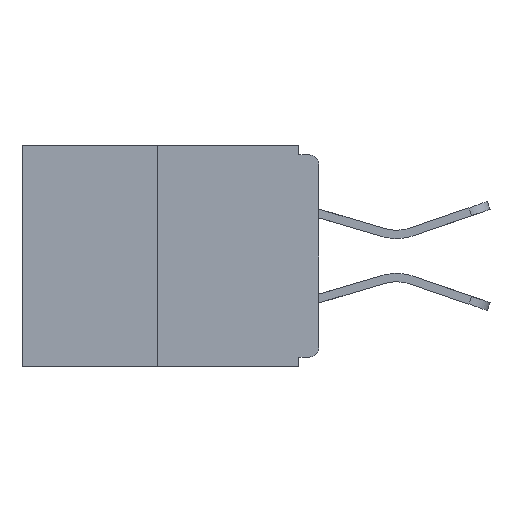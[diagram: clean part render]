
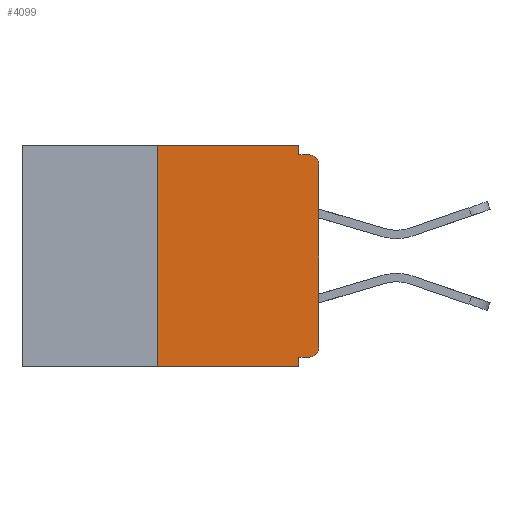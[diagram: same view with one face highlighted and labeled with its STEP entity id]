
A CAD part, left-side view. The second image highlights one B-rep face of the part: STEP entity #4099.
In plain terms, the highlighted planar face has unit normal (-1, 0, 0).
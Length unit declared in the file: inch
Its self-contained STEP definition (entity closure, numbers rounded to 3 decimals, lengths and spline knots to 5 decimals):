
#129 = VECTOR ( 'NONE', #2467, 39.37008 ) ;
#317 = CARTESIAN_POINT ( 'NONE',  ( 0., 0.031, 0. ) ) ;
#464 = EDGE_CURVE ( 'NONE', #16572, #4554, #9094, .T. ) ;
#658 = VECTOR ( 'NONE', #14343, 39.37008 ) ;
#664 = EDGE_CURVE ( 'NONE', #10563, #16572, #7145, .T. ) ;
#1396 = VERTEX_POINT ( 'NONE', #5137 ) ;
#1444 = CARTESIAN_POINT ( 'NONE',  ( 0., 0.25, 0. ) ) ;
#1565 = DIRECTION ( 'NONE',  ( 0., 0., 1. ) ) ;
#1618 = CARTESIAN_POINT ( 'NONE',  ( 0., 0.015, -0.03 ) ) ;
#1914 = DIRECTION ( 'NONE',  ( 0., 0., -1. ) ) ;
#1948 = EDGE_CURVE ( 'NONE', #13108, #3558, #3165, .T. ) ;
#2057 = CARTESIAN_POINT ( 'NONE',  ( 0., 0.25, -0.343 ) ) ;
#2152 = ORIENTED_EDGE ( 'NONE', *, *, #1948, .T. ) ;
#2467 = DIRECTION ( 'NONE',  ( 0., -1., 0. ) ) ;
#2616 = ORIENTED_EDGE ( 'NONE', *, *, #11119, .F. ) ;
#3165 = CIRCLE ( 'NONE', #5433, 0.015 ) ;
#3207 = LINE ( 'NONE', #9743, #12133 ) ;
#3227 = VERTEX_POINT ( 'NONE', #9344 ) ;
#3558 = VERTEX_POINT ( 'NONE', #16024 ) ;
#4099 = ADVANCED_FACE ( 'NONE', ( #12144 ), #12324, .F. ) ;
#4487 = CARTESIAN_POINT ( 'NONE',  ( 0., 0.031, -0.015 ) ) ;
#4545 = DIRECTION ( 'NONE',  ( 0., 1., 0. ) ) ;
#4554 = VERTEX_POINT ( 'NONE', #317 ) ;
#5137 = CARTESIAN_POINT ( 'NONE',  ( 0., 0.015, -0.328 ) ) ;
#5283 = EDGE_CURVE ( 'NONE', #10563, #16949, #10323, .T. ) ;
#5289 = VECTOR ( 'NONE', #13971, 39.37008 ) ;
#5433 = AXIS2_PLACEMENT_3D ( 'NONE', #1618, #5532, #8318 ) ;
#5466 = CARTESIAN_POINT ( 'NONE',  ( 0., 0.25, 0. ) ) ;
#5532 = DIRECTION ( 'NONE',  ( -1., 0., 0. ) ) ;
#5664 = LINE ( 'NONE', #13747, #15058 ) ;
#5855 = ORIENTED_EDGE ( 'NONE', *, *, #14487, .F. ) ;
#6176 = VECTOR ( 'NONE', #15485, 39.37008 ) ;
#6324 = ORIENTED_EDGE ( 'NONE', *, *, #5283, .T. ) ;
#6777 = CIRCLE ( 'NONE', #15363, 0.015 ) ;
#7145 = LINE ( 'NONE', #1444, #5289 ) ;
#8245 = ORIENTED_EDGE ( 'NONE', *, *, #13815, .T. ) ;
#8318 = DIRECTION ( 'NONE',  ( 0., 0., -1. ) ) ;
#8378 = VERTEX_POINT ( 'NONE', #13758 ) ;
#8704 = CARTESIAN_POINT ( 'NONE',  ( 0., 0.031, 0. ) ) ;
#8892 = CARTESIAN_POINT ( 'NONE',  ( 0., 0.031, -0.343 ) ) ;
#9078 = VECTOR ( 'NONE', #1914, 39.37008 ) ;
#9094 = LINE ( 'NONE', #14733, #129 ) ;
#9344 = CARTESIAN_POINT ( 'NONE',  ( 0., 0.031, -0.328 ) ) ;
#9584 = ORIENTED_EDGE ( 'NONE', *, *, #12017, .F. ) ;
#9642 = CARTESIAN_POINT ( 'NONE',  ( 0., 0., -0.015 ) ) ;
#9743 = CARTESIAN_POINT ( 'NONE',  ( 0., 0., -0.328 ) ) ;
#9907 = AXIS2_PLACEMENT_3D ( 'NONE', #15108, #10906, #13756 ) ;
#10323 = LINE ( 'NONE', #12905, #658 ) ;
#10544 = ORIENTED_EDGE ( 'NONE', *, *, #664, .F. ) ;
#10563 = VERTEX_POINT ( 'NONE', #2057 ) ;
#10656 = ORIENTED_EDGE ( 'NONE', *, *, #464, .F. ) ;
#10658 = VERTEX_POINT ( 'NONE', #4487 ) ;
#10906 = DIRECTION ( 'NONE',  ( 1., 0., 0. ) ) ;
#11119 = EDGE_CURVE ( 'NONE', #3227, #16949, #14058, .T. ) ;
#11395 = CARTESIAN_POINT ( 'NONE',  ( 0., 0.015, -0.313 ) ) ;
#11535 = EDGE_LOOP ( 'NONE', ( #10656, #10544, #6324, #2616, #12612, #8245, #17650, #2152, #5855, #9584 ) ) ;
#12017 = EDGE_CURVE ( 'NONE', #4554, #10658, #14083, .T. ) ;
#12041 = CARTESIAN_POINT ( 'NONE',  ( 0., 0., -0.03 ) ) ;
#12133 = VECTOR ( 'NONE', #4545, 39.37008 ) ;
#12144 = FACE_OUTER_BOUND ( 'NONE', #11535, .T. ) ;
#12324 = PLANE ( 'NONE',  #9907 ) ;
#12415 = LINE ( 'NONE', #9642, #13095 ) ;
#12612 = ORIENTED_EDGE ( 'NONE', *, *, #17180, .F. ) ;
#12905 = CARTESIAN_POINT ( 'NONE',  ( 0., 0.46, -0.343 ) ) ;
#13095 = VECTOR ( 'NONE', #13853, 39.37008 ) ;
#13108 = VERTEX_POINT ( 'NONE', #12041 ) ;
#13198 = EDGE_CURVE ( 'NONE', #8378, #13108, #5664, .T. ) ;
#13747 = CARTESIAN_POINT ( 'NONE',  ( 0., 0., 0. ) ) ;
#13756 = DIRECTION ( 'NONE',  ( 0., 0., -1. ) ) ;
#13758 = CARTESIAN_POINT ( 'NONE',  ( 0., 0., -0.313 ) ) ;
#13815 = EDGE_CURVE ( 'NONE', #1396, #8378, #6777, .T. ) ;
#13853 = DIRECTION ( 'NONE',  ( 0., -1., 0. ) ) ;
#13971 = DIRECTION ( 'NONE',  ( 0., 0., 1. ) ) ;
#14058 = LINE ( 'NONE', #16860, #6176 ) ;
#14083 = LINE ( 'NONE', #8704, #9078 ) ;
#14259 = DIRECTION ( 'NONE',  ( -1., 0., 0. ) ) ;
#14343 = DIRECTION ( 'NONE',  ( 0., -1., 0. ) ) ;
#14487 = EDGE_CURVE ( 'NONE', #10658, #3558, #12415, .T. ) ;
#14733 = CARTESIAN_POINT ( 'NONE',  ( 0., 0.46, 0. ) ) ;
#15058 = VECTOR ( 'NONE', #1565, 39.37008 ) ;
#15108 = CARTESIAN_POINT ( 'NONE',  ( 0., 0.46, 0. ) ) ;
#15363 = AXIS2_PLACEMENT_3D ( 'NONE', #11395, #14259, #16872 ) ;
#15485 = DIRECTION ( 'NONE',  ( 0., 0., -1. ) ) ;
#16024 = CARTESIAN_POINT ( 'NONE',  ( 0., 0.015, -0.015 ) ) ;
#16572 = VERTEX_POINT ( 'NONE', #5466 ) ;
#16860 = CARTESIAN_POINT ( 'NONE',  ( 0., 0.031, -0.343 ) ) ;
#16872 = DIRECTION ( 'NONE',  ( 0., 0., -1. ) ) ;
#16949 = VERTEX_POINT ( 'NONE', #8892 ) ;
#17180 = EDGE_CURVE ( 'NONE', #1396, #3227, #3207, .T. ) ;
#17650 = ORIENTED_EDGE ( 'NONE', *, *, #13198, .T. ) ;
